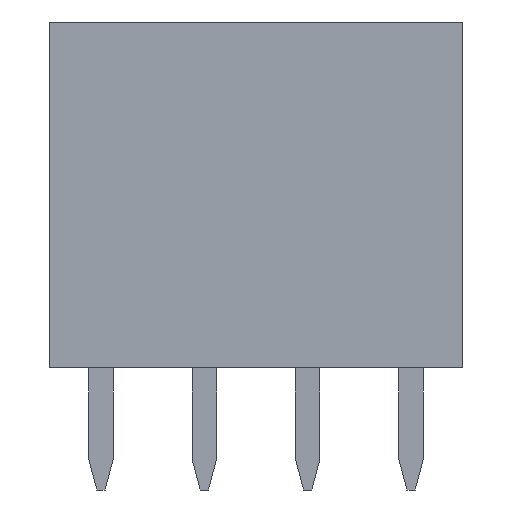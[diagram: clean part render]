
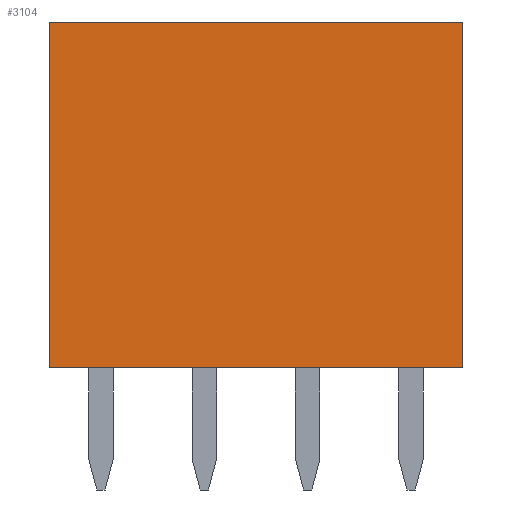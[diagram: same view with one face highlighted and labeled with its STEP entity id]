
A CAD part, front view. The second image highlights one B-rep face of the part: STEP entity #3104.
In plain terms, the highlighted planar face has unit normal (0, -1, 0).
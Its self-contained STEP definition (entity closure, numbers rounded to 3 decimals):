
#3104=ADVANCED_FACE('',(#6436),#6438,.T.);
#6436=FACE_BOUND('',#6437,.T.);
#6437=EDGE_LOOP('',(#9057,#9058,#9059,#9060));
#6438=PLANE('',#6439);
#6439=AXIS2_PLACEMENT_3D('',#6440,#6441,#6442);
#6440=CARTESIAN_POINT('',(-1.27,-1.27,0.));
#6441=DIRECTION('',(0.,-1.,0.));
#6442=DIRECTION('',(1.,0.,0.));
#9057=ORIENTED_EDGE('',*,*,#10563,.T.);
#9058=ORIENTED_EDGE('',*,*,#10434,.T.);
#9059=ORIENTED_EDGE('',*,*,#10543,.F.);
#9060=ORIENTED_EDGE('',*,*,#10423,.F.);
#10423=EDGE_CURVE('',#12203,#12205,#12206,.T.);
#10434=EDGE_CURVE('',#12225,#12223,#12226,.T.);
#10543=EDGE_CURVE('',#12205,#12223,#12383,.T.);
#10563=EDGE_CURVE('',#12203,#12225,#12411,.T.);
#12203=VERTEX_POINT('',#15969);
#12205=VERTEX_POINT('',#15973);
#12206=LINE('',#15974,#15975);
#12223=VERTEX_POINT('',#16011);
#12225=VERTEX_POINT('',#16015);
#12226=LINE('',#16016,#16017);
#12383=LINE('',#16399,#16400);
#12411=LINE('',#16467,#16468);
#15969=CARTESIAN_POINT('',(-1.27,-1.27,0.));
#15973=CARTESIAN_POINT('',(-1.27,-1.27,8.5));
#15974=CARTESIAN_POINT('',(-1.27,-1.27,0.));
#15975=VECTOR('',#15976,1.);
#15976=DIRECTION('',(0.,0.,1.));
#16011=CARTESIAN_POINT('',(8.89,-1.27,8.5));
#16015=CARTESIAN_POINT('',(8.89,-1.27,0.));
#16016=CARTESIAN_POINT('',(8.89,-1.27,0.));
#16017=VECTOR('',#16018,1.);
#16018=DIRECTION('',(0.,0.,1.));
#16399=CARTESIAN_POINT('',(-1.27,-1.27,8.5));
#16400=VECTOR('',#16401,1.);
#16401=DIRECTION('',(1.,0.,0.));
#16467=CARTESIAN_POINT('',(-1.27,-1.27,0.));
#16468=VECTOR('',#16469,1.);
#16469=DIRECTION('',(1.,0.,0.));
